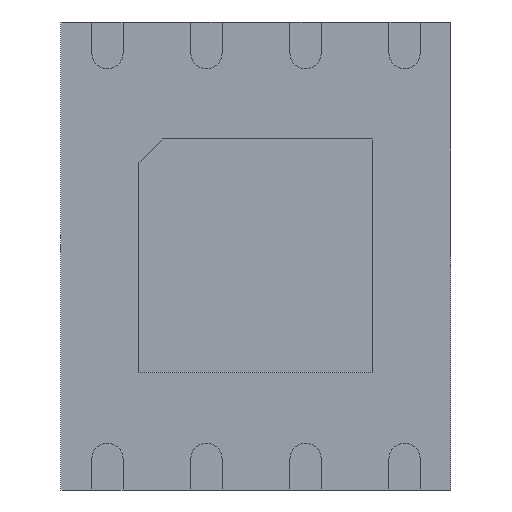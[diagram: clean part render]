
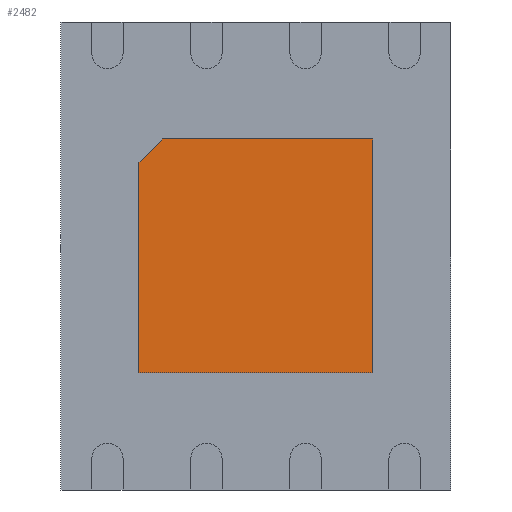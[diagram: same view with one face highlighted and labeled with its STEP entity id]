
A CAD part, front view. The second image highlights one B-rep face of the part: STEP entity #2482.
In plain terms, the highlighted planar face has unit normal (0, -1, 0).
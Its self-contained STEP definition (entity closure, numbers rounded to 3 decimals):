
#47 = EDGE_CURVE ( 'NONE', #1423, #1829, #2844, .T. ) ;
#98 = LINE ( 'NONE', #1447, #749 ) ;
#378 = VERTEX_POINT ( 'NONE', #1318 ) ;
#389 = EDGE_CURVE ( 'NONE', #1829, #759, #744, .T. ) ;
#423 = LINE ( 'NONE', #1462, #1418 ) ;
#554 = EDGE_CURVE ( 'NONE', #378, #1834, #2476, .T. ) ;
#572 = PLANE ( 'NONE',  #1675 ) ;
#581 = CARTESIAN_POINT ( 'NONE',  ( -1.5, -0.05, 1.2 ) ) ;
#653 = CARTESIAN_POINT ( 'NONE',  ( -1.2, -0.05, 1.5 ) ) ;
#701 = DIRECTION ( 'NONE',  ( -0.707, 0., -0.707 ) ) ;
#713 = ORIENTED_EDGE ( 'NONE', *, *, #1937, .T. ) ;
#744 = LINE ( 'NONE', #1863, #1083 ) ;
#749 = VECTOR ( 'NONE', #1260, 1000. ) ;
#759 = VERTEX_POINT ( 'NONE', #2644 ) ;
#1083 = VECTOR ( 'NONE', #2609, 1000. ) ;
#1133 = CARTESIAN_POINT ( 'NONE',  ( 0., -0.05, 0. ) ) ;
#1260 = DIRECTION ( 'NONE',  ( 1., 0., 0. ) ) ;
#1268 = ORIENTED_EDGE ( 'NONE', *, *, #554, .T. ) ;
#1318 = CARTESIAN_POINT ( 'NONE',  ( 1.5, -0.05, -1.5 ) ) ;
#1418 = VECTOR ( 'NONE', #2011, 1000. ) ;
#1423 = VERTEX_POINT ( 'NONE', #1776 ) ;
#1447 = CARTESIAN_POINT ( 'NONE',  ( -1.5, -0.05, -1.5 ) ) ;
#1462 = CARTESIAN_POINT ( 'NONE',  ( 1.5, -0.05, 1.5 ) ) ;
#1675 = AXIS2_PLACEMENT_3D ( 'NONE', #1133, #2924, #2967 ) ;
#1749 = EDGE_LOOP ( 'NONE', ( #713, #1268, #1909, #2573, #2865 ) ) ;
#1776 = CARTESIAN_POINT ( 'NONE',  ( -1.2, -0.05, 1.5 ) ) ;
#1829 = VERTEX_POINT ( 'NONE', #581 ) ;
#1834 = VERTEX_POINT ( 'NONE', #2170 ) ;
#1851 = VECTOR ( 'NONE', #701, 1000. ) ;
#1863 = CARTESIAN_POINT ( 'NONE',  ( -1.5, -0.05, 1.2 ) ) ;
#1909 = ORIENTED_EDGE ( 'NONE', *, *, #2704, .T. ) ;
#1937 = EDGE_CURVE ( 'NONE', #759, #378, #98, .T. ) ;
#2011 = DIRECTION ( 'NONE',  ( -1., 0., 0. ) ) ;
#2170 = CARTESIAN_POINT ( 'NONE',  ( 1.5, -0.05, 1.5 ) ) ;
#2476 = LINE ( 'NONE', #2588, #2643 ) ;
#2482 = ADVANCED_FACE ( 'NONE', ( #3039 ), #572, .T. ) ;
#2573 = ORIENTED_EDGE ( 'NONE', *, *, #47, .T. ) ;
#2588 = CARTESIAN_POINT ( 'NONE',  ( 1.5, -0.05, -1.5 ) ) ;
#2609 = DIRECTION ( 'NONE',  ( 0., 0., -1. ) ) ;
#2643 = VECTOR ( 'NONE', #3378, 1000. ) ;
#2644 = CARTESIAN_POINT ( 'NONE',  ( -1.5, -0.05, -1.5 ) ) ;
#2704 = EDGE_CURVE ( 'NONE', #1834, #1423, #423, .T. ) ;
#2844 = LINE ( 'NONE', #653, #1851 ) ;
#2865 = ORIENTED_EDGE ( 'NONE', *, *, #389, .T. ) ;
#2924 = DIRECTION ( 'NONE',  ( 0., -1., 0. ) ) ;
#2967 = DIRECTION ( 'NONE',  ( 0., 0., -1. ) ) ;
#3039 = FACE_OUTER_BOUND ( 'NONE', #1749, .T. ) ;
#3378 = DIRECTION ( 'NONE',  ( 0., 0., 1. ) ) ;
